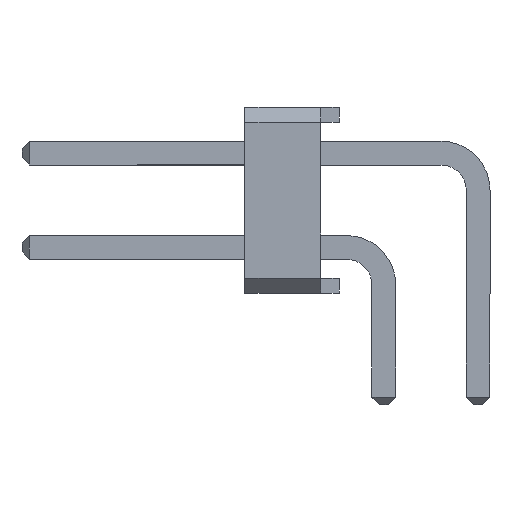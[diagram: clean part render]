
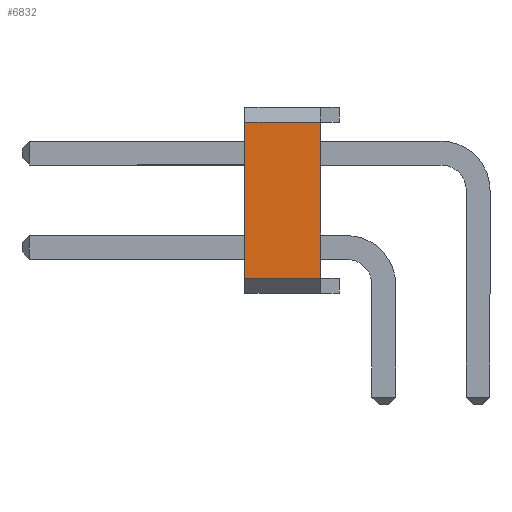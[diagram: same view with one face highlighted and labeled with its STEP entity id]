
A CAD part, left-side view. The second image highlights one B-rep face of the part: STEP entity #6832.
In plain terms, the highlighted planar face has unit normal (-1, 0, 0).
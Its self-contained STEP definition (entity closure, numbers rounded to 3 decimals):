
#40 = VERTEX_POINT ( 'NONE', #11427 ) ;
#231 = LINE ( 'NONE', #3794, #10896 ) ;
#334 = CARTESIAN_POINT ( 'NONE',  ( -1.27, 6.28, 4.6 ) ) ;
#449 = LINE ( 'NONE', #334, #8239 ) ;
#1024 = VECTOR ( 'NONE', #1733, 1000. ) ;
#1345 = CARTESIAN_POINT ( 'NONE',  ( -1.27, 4.24, 4.6 ) ) ;
#1433 = CARTESIAN_POINT ( 'NONE',  ( -1.27, 6.28, 0. ) ) ;
#1654 = ORIENTED_EDGE ( 'NONE', *, *, #9124, .F. ) ;
#1733 = DIRECTION ( 'NONE',  ( 0., -1., 0. ) ) ;
#2248 = LINE ( 'NONE', #4086, #10871 ) ;
#2879 = AXIS2_PLACEMENT_3D ( 'NONE', #1433, #8701, #7688 ) ;
#3254 = EDGE_LOOP ( 'NONE', ( #1654, #8597, #9645, #4564 ) ) ;
#3404 = DIRECTION ( 'NONE',  ( 0., 0., 1. ) ) ;
#3794 = CARTESIAN_POINT ( 'NONE',  ( -1.27, 4.24, 0. ) ) ;
#3958 = DIRECTION ( 'NONE',  ( 0., 0., -1. ) ) ;
#4086 = CARTESIAN_POINT ( 'NONE',  ( -1.27, 6.28, 0. ) ) ;
#4248 = PLANE ( 'NONE',  #2879 ) ;
#4425 = CARTESIAN_POINT ( 'NONE',  ( -1.27, 6.28, 0.4 ) ) ;
#4564 = ORIENTED_EDGE ( 'NONE', *, *, #6625, .T. ) ;
#4712 = VERTEX_POINT ( 'NONE', #10523 ) ;
#5496 = VERTEX_POINT ( 'NONE', #7022 ) ;
#6237 = LINE ( 'NONE', #4425, #1024 ) ;
#6239 = EDGE_CURVE ( 'NONE', #11575, #5496, #449, .T. ) ;
#6625 = EDGE_CURVE ( 'NONE', #4712, #40, #6237, .T. ) ;
#6832 = ADVANCED_FACE ( 'NONE', ( #11344 ), #4248, .F. ) ;
#6839 = EDGE_CURVE ( 'NONE', #4712, #5496, #2248, .T. ) ;
#7022 = CARTESIAN_POINT ( 'NONE',  ( -1.27, 6.28, 4.6 ) ) ;
#7428 = DIRECTION ( 'NONE',  ( 0., 1., 0. ) ) ;
#7688 = DIRECTION ( 'NONE',  ( 0., 0., -1. ) ) ;
#8239 = VECTOR ( 'NONE', #7428, 1000. ) ;
#8597 = ORIENTED_EDGE ( 'NONE', *, *, #6239, .T. ) ;
#8701 = DIRECTION ( 'NONE',  ( 1., 0., 0. ) ) ;
#9124 = EDGE_CURVE ( 'NONE', #11575, #40, #231, .T. ) ;
#9645 = ORIENTED_EDGE ( 'NONE', *, *, #6839, .F. ) ;
#10523 = CARTESIAN_POINT ( 'NONE',  ( -1.27, 6.28, 0.4 ) ) ;
#10871 = VECTOR ( 'NONE', #3404, 1000. ) ;
#10896 = VECTOR ( 'NONE', #3958, 1000. ) ;
#11344 = FACE_OUTER_BOUND ( 'NONE', #3254, .T. ) ;
#11427 = CARTESIAN_POINT ( 'NONE',  ( -1.27, 4.24, 0.4 ) ) ;
#11575 = VERTEX_POINT ( 'NONE', #1345 ) ;
